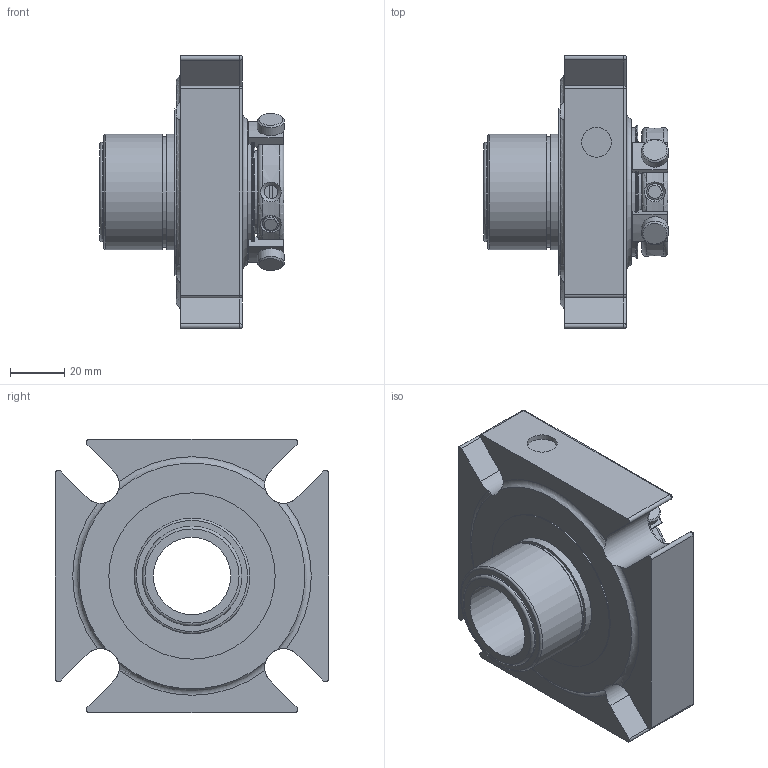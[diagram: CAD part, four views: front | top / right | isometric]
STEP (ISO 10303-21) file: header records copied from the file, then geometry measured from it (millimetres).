
FILE_DESCRIPTION(/* description */ ('Unknown'),/* implementation_level */ '2;1');
FILE_NAME(/* name */ '1.125 CURC ANSI SEAL ARRANGEMENT',/* time_stamp */ '2023-05-16T13:44:04+01:00',/* author */ ('Unknown'),/* organization */ ('Unknown'),/* preprocessor_version */ 'ST-DEVELOPER v18.102',/* originating_system */ 'Solid Edge',/* authorisation */ 'Unknown');
FILE_SCHEMA (('AUTOMOTIVE_DESIGN {1 0 10303 214 3 1 1}'));
Length unit declared in the file: millimetre
Products named in the file (1): 1.125
Bounding box: 68.21 x 100.7 x 100.7 mm (x, y, z)
Volume: 233111.9 mm3; surface area: 45310.9 mm2
Topology: 1 solids, 1 shells, 241 faces, 608 edges, 387 vertices
Faces by surface type: plane 81, cylinder 79, torus 48, cone 25, sphere 8
Full cylindrical faces by diameter (mm): 4.917 x2, 6 x7, 10 x4, 11 x3, 28.575 x1, 30.556 x1, 36.754 x1, 37.084 x1, 40.742 x1, 42.545 x1, 42.596 x1, 47.574 x1, 49.098 x1, 61.316 x1
Entity records: 8551 total; most frequent: CARTESIAN_POINT 1602, DIRECTION 1106, ORIENTED_EDGE 1010, EDGE_CURVE 505, AXIS2_PLACEMENT_3D 475, VERTEX_POINT 347, EDGE_LOOP 324, FACE_BOUND 324
